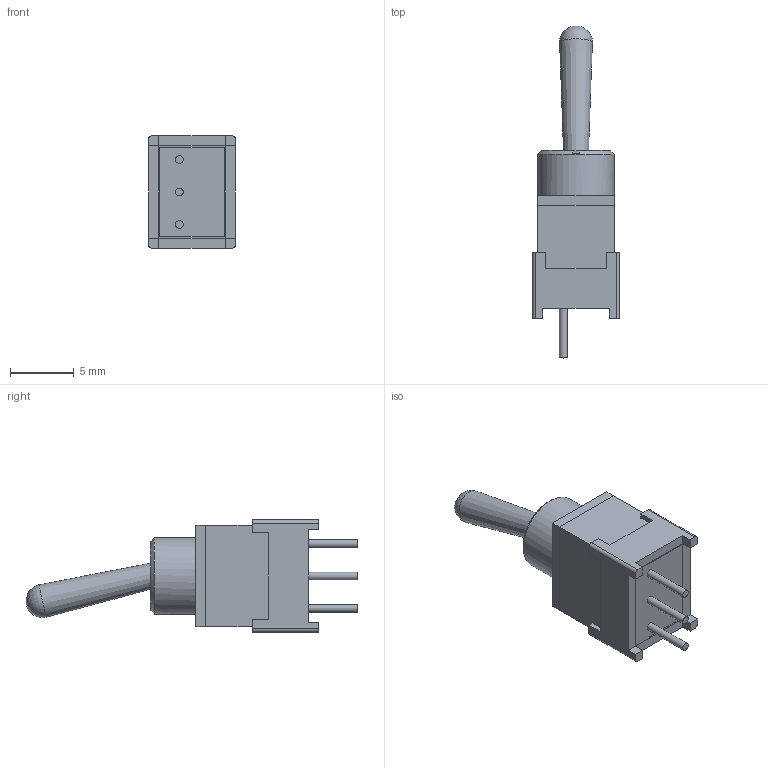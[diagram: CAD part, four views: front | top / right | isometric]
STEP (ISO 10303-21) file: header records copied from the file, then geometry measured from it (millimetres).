
FILE_DESCRIPTION(/* description */ ('STEP AP203'),/* implementation_level */ '2;1');
FILE_NAME(/* name */ 'B13AP',/* time_stamp */ '2023-09-15T19:46:55+02:00',/* author */ ('License CC BY-ND 4.0'),/* organization */ ('CADENAS'),/* preprocessor_version */ 'ST-DEVELOPER v19.3',/* originating_system */ 'PARTsolutions',/* authorisation */ ' ');
FILE_SCHEMA (('CONFIG_CONTROL_DESIGN'));
Length unit declared in the file: inch
Products named in the file (6): B13AP; B13APtoggle; B13APbtoggl; B13APblack; B13APtrmnls; B13APbody
Assembly tree (5 placements, depth 2):
  B13AP
    B13APtoggle
    B13APbtoggl
    B13APblack
    B13APtrmnls
    B13APbody
Bounding box: 6.81 x 25.99 x 8.79 mm (x, y, z)
Volume: 575.2 mm3; surface area: 806.6 mm2
Topology: 5 solids, 5 shells, 85 faces, 206 edges, 133 vertices
Faces by surface type: plane 70, cylinder 11, cone 3, sphere 1
Full cylindrical faces by diameter (mm): 0.61 x3, 3.556 x1, 5.994 x1
Entity records: 2520 total; most frequent: CARTESIAN_POINT 418, DIRECTION 398, ORIENTED_EDGE 384, EDGE_CURVE 192, LINE 164, VECTOR 164, VERTEX_POINT 129, AXIS2_PLACEMENT_3D 117
